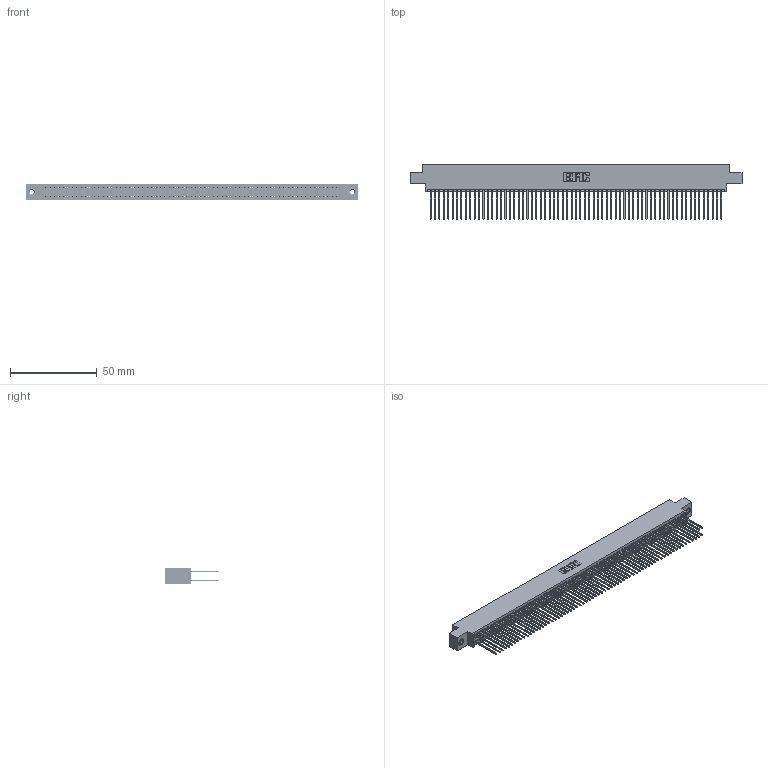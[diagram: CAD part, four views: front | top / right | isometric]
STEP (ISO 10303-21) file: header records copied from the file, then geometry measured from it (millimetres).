
FILE_DESCRIPTION (( 'STEP AP203' ), '1' );
FILE_NAME ('345-134-542-808.STEP', '2018-10-20T09:50:37', ( '' ), ( '' ), 'SwSTEP 2.0', 'SolidWorks 2016', '' );
FILE_SCHEMA (( 'CONFIG_CONTROL_DESIGN' ));
Length unit declared in the file: inch
Products named in the file (4): 345-292-001_345-293-142; 345 Part_0.170 Offset - 0.156 Dia-TI; 345-134-542-808; 345-250-001_345-250-003-102
Assembly tree (137 placements, depth 2):
  345-134-542-808
    345 Part_0.170 Offset - 0.156 Dia-TI
    345-292-001_345-293-142  x134
    345-250-001_345-250-003-102  x2
Bounding box: 191.39 x 31.29 x 9.4 mm (x, y, z)
Volume: 19328.5 mm3; surface area: 32131.1 mm2
Topology: 137 solids, 137 shells, 6890 faces, 20455 edges, 13450 vertices
Faces by surface type: plane 4538, cylinder 2336, cone 12, torus 4
Entity records: 50540 total; most frequent: CARTESIAN_POINT 8431, ORIENTED_EDGE 8358, DIRECTION 7429, EDGE_CURVE 4179, VECTOR 3759, LINE 3759, VERTEX_POINT 2780, AXIS2_PLACEMENT_3D 1835
